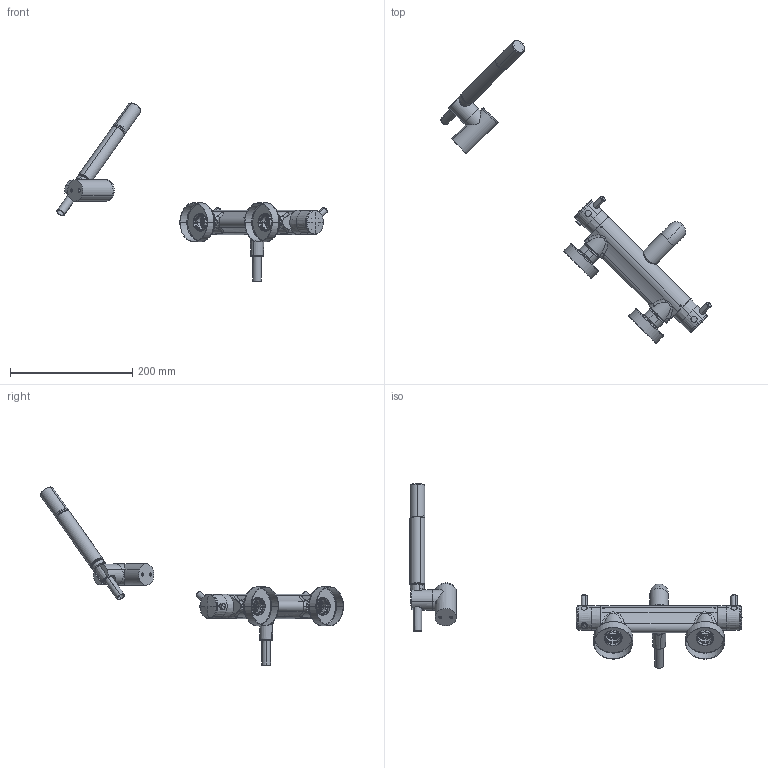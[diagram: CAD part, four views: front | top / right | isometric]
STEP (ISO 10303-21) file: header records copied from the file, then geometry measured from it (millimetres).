
FILE_DESCRIPTION(('CATIA V5 STEP Exchange','CAx-IF Rec.Pracs.--- Model Styling and Organization---1.5--- 2016-08-15','CAx-IF Rec.Pracs.---Supplemental Geometry---1.0---2011-11-01','CAx-IF Rec.Pracs.--- Composite Materials ---3.4---2017-06-13','CAx-IF Rec.Pracs.---Tessellated 3D Geometry---1.0---2015-12-17'),'2;1');
FILE_NAME('LND23016.stp','2023-01-31T10:41:12+00:00',('none'),('none'),'CATIA Version 5-6 Release 2020 SP2','CATIA V5 STEP AP242 v2','none');
FILE_SCHEMA(('AP242_MANAGED_MODEL_BASED_3D_ENGINEERING_MIM_LF {1 0 10303 442 1 1 4}'));
Products named in the file (11): Product2; lnt23016_AllCATPart; P99288; PR93984; P42204; P50529; P50403; P50168; P50037; P42205; PX0007
Assembly tree (11 placements, depth 3):
  Product2
    lnt23016_AllCATPart
    P99288
    PR93984
      P42204
      P50529
      P50403
      P50168
      P50037
      P42205
    PX0007  x2
Bounding box: 441.78 x 495.1 x 291.09 mm (x, y, z)
Volume: 257074.5 mm3; surface area: 196631.2 mm2
Topology: 31 solids, 144 shells, 2444 faces, 6529 edges, 4253 vertices
Faces by surface type: plane 1064, cylinder 658, torus 330, cone 174, bspline 150, sphere 68
Entity records: 81770 total; most frequent: CARTESIAN_POINT 29620, ORIENTED_EDGE 12343, DIRECTION 7320, EDGE_CURVE 6441, VERTEX_POINT 4213, AXIS2_PLACEMENT_3D 3311, VECTOR 2810, LINE 2810
